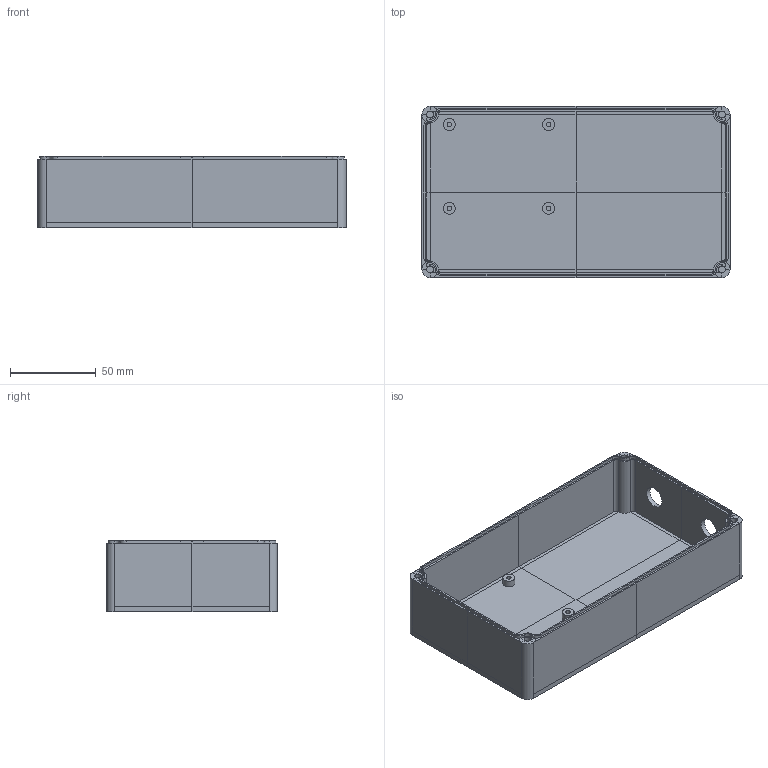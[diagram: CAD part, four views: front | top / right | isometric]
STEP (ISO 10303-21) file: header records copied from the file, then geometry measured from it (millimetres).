
FILE_DESCRIPTION(('FreeCAD Model'),'2;1');
FILE_NAME('Open CASCADE Shape Model','2024-01-19T21:29:14',('Author'),( ''),'Open CASCADE STEP processor 7.6','FreeCAD','Unknown');
FILE_SCHEMA(('AUTOMOTIVE_DESIGN { 1 0 10303 214 1 1 1 1 }'));
Length unit declared in the file: millimetre
Products named in the file (1): difference052
Bounding box: 180 x 100 x 41.71 mm (x, y, z)
Volume: 115206.3 mm3; surface area: 82200.8 mm2
Topology: 2 solids, 2 shells, 414 faces, 866 edges, 462 vertices
Faces by surface type: plane 360, cylinder 54
Full cylindrical faces by diameter (mm): 2.6 x4, 4 x4, 7 x4, 12.6 x2
Entity records: 12120 total; most frequent: DIRECTION 1924, CARTESIAN_POINT 1743, ORIENTED_EDGE 1732, EDGE_CURVE 866, AXIS2_PLACEMENT_3D 643, LINE 638, VECTOR 638, VERTEX_POINT 462
